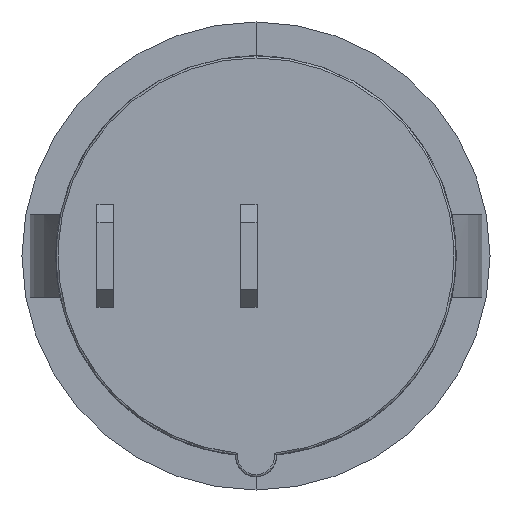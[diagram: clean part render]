
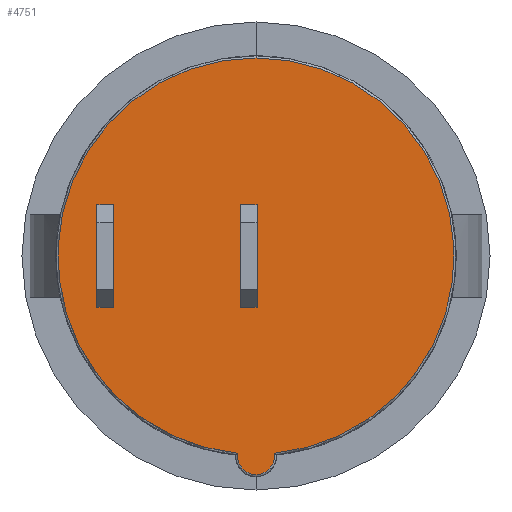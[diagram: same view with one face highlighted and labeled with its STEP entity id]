
A CAD part, front view. The second image highlights one B-rep face of the part: STEP entity #4751.
In plain terms, the highlighted planar face has unit normal (0, -1, 0).
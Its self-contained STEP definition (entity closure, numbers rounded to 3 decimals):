
#76 = VECTOR ( 'NONE', #181, 1000. ) ;
#135 = VERTEX_POINT ( 'NONE', #3951 ) ;
#181 = DIRECTION ( 'NONE',  ( 1., 0., 0. ) ) ;
#229 = VERTEX_POINT ( 'NONE', #2639 ) ;
#399 = DIRECTION ( 'NONE',  ( 0., 0., 1. ) ) ;
#542 = ORIENTED_EDGE ( 'NONE', *, *, #4981, .F. ) ;
#551 = AXIS2_PLACEMENT_3D ( 'NONE', #2917, #5300, #3347 ) ;
#622 = CARTESIAN_POINT ( 'NONE',  ( -6.95, -10.5, -1.925 ) ) ;
#628 = EDGE_CURVE ( 'NONE', #1654, #3902, #4041, .T. ) ;
#668 = PLANE ( 'NONE',  #551 ) ;
#734 = DIRECTION ( 'NONE',  ( 1., 0., 0. ) ) ;
#777 = VERTEX_POINT ( 'NONE', #622 ) ;
#783 = ORIENTED_EDGE ( 'NONE', *, *, #628, .T. ) ;
#804 = LINE ( 'NONE', #4959, #1045 ) ;
#816 = DIRECTION ( 'NONE',  ( 0., 0., 1. ) ) ;
#1045 = VECTOR ( 'NONE', #816, 1000. ) ;
#1057 = ORIENTED_EDGE ( 'NONE', *, *, #1687, .T. ) ;
#1062 = DIRECTION ( 'NONE',  ( 0., -1., 0. ) ) ;
#1189 = VECTOR ( 'NONE', #5923, 1000. ) ;
#1210 = LINE ( 'NONE', #4790, #76 ) ;
#1298 = ORIENTED_EDGE ( 'NONE', *, *, #2963, .F. ) ;
#1317 = AXIS2_PLACEMENT_3D ( 'NONE', #4120, #1339, #4098 ) ;
#1339 = DIRECTION ( 'NONE',  ( 0., -1., 0. ) ) ;
#1407 = AXIS2_PLACEMENT_3D ( 'NONE', #3280, #5149, #2453 ) ;
#1539 = FACE_OUTER_BOUND ( 'NONE', #1746, .T. ) ;
#1545 = EDGE_LOOP ( 'NONE', ( #1723, #2918, #5207, #1298 ) ) ;
#1547 = LINE ( 'NONE', #4085, #4130 ) ;
#1611 = CARTESIAN_POINT ( 'NONE',  ( -0.75, -10.5, 1.925 ) ) ;
#1654 = VERTEX_POINT ( 'NONE', #2609 ) ;
#1687 = EDGE_CURVE ( 'NONE', #5656, #229, #2475, .T. ) ;
#1695 = CARTESIAN_POINT ( 'NONE',  ( -0.75, -10.5, 2.5 ) ) ;
#1697 = DIRECTION ( 'NONE',  ( 1., 0., 0. ) ) ;
#1723 = ORIENTED_EDGE ( 'NONE', *, *, #5573, .F. ) ;
#1726 = CARTESIAN_POINT ( 'NONE',  ( 0.05, -10.5, 1.925 ) ) ;
#1746 = EDGE_LOOP ( 'NONE', ( #4953, #2685, #783 ) ) ;
#1827 = VECTOR ( 'NONE', #1697, 1000. ) ;
#1956 = LINE ( 'NONE', #2362, #3679 ) ;
#2041 = VERTEX_POINT ( 'NONE', #4576 ) ;
#2099 = LINE ( 'NONE', #3943, #1189 ) ;
#2158 = VERTEX_POINT ( 'NONE', #1726 ) ;
#2160 = CIRCLE ( 'NONE', #1407, 9.65 ) ;
#2212 = VERTEX_POINT ( 'NONE', #5395 ) ;
#2273 = EDGE_CURVE ( 'NONE', #5656, #135, #2099, .T. ) ;
#2362 = CARTESIAN_POINT ( 'NONE',  ( -7.95, -10.5, 1.925 ) ) ;
#2453 = DIRECTION ( 'NONE',  ( 0., 0., 1. ) ) ;
#2475 = LINE ( 'NONE', #3913, #1827 ) ;
#2518 = CARTESIAN_POINT ( 'NONE',  ( -7.95, -10.5, -1.925 ) ) ;
#2609 = CARTESIAN_POINT ( 'NONE',  ( -0.889, -10.5, -9.609 ) ) ;
#2639 = CARTESIAN_POINT ( 'NONE',  ( -6.95, -10.5, 1.925 ) ) ;
#2682 = CIRCLE ( 'NONE', #1317, 9.65 ) ;
#2685 = ORIENTED_EDGE ( 'NONE', *, *, #3961, .T. ) ;
#2719 = EDGE_CURVE ( 'NONE', #135, #777, #4841, .T. ) ;
#2805 = DIRECTION ( 'NONE',  ( 0., 0., 1. ) ) ;
#2917 = CARTESIAN_POINT ( 'NONE',  ( 0., -10.5, 0. ) ) ;
#2918 = ORIENTED_EDGE ( 'NONE', *, *, #4700, .F. ) ;
#2963 = EDGE_CURVE ( 'NONE', #4068, #2158, #1547, .T. ) ;
#3166 = FACE_BOUND ( 'NONE', #1545, .T. ) ;
#3280 = CARTESIAN_POINT ( 'NONE',  ( 0., -10.5, 0. ) ) ;
#3294 = CARTESIAN_POINT ( 'NONE',  ( 0.05, -10.5, -1.925 ) ) ;
#3298 = CARTESIAN_POINT ( 'NONE',  ( 0., -10.5, -9.75 ) ) ;
#3347 = DIRECTION ( 'NONE',  ( 0., 0., 1. ) ) ;
#3679 = VECTOR ( 'NONE', #4719, 1000. ) ;
#3752 = FACE_BOUND ( 'NONE', #4633, .T. ) ;
#3755 = CARTESIAN_POINT ( 'NONE',  ( 0.889, -10.5, -9.609 ) ) ;
#3902 = VERTEX_POINT ( 'NONE', #3755 ) ;
#3913 = CARTESIAN_POINT ( 'NONE',  ( -7.95, -10.5, 1.925 ) ) ;
#3943 = CARTESIAN_POINT ( 'NONE',  ( -7.75, -10.5, 2.5 ) ) ;
#3951 = CARTESIAN_POINT ( 'NONE',  ( -7.75, -10.5, -1.925 ) ) ;
#3961 = EDGE_CURVE ( 'NONE', #2041, #1654, #2682, .T. ) ;
#4011 = AXIS2_PLACEMENT_3D ( 'NONE', #3298, #1062, #2805 ) ;
#4041 = CIRCLE ( 'NONE', #4011, 0.9 ) ;
#4068 = VERTEX_POINT ( 'NONE', #3294 ) ;
#4085 = CARTESIAN_POINT ( 'NONE',  ( 0.05, -10.5, 2.5 ) ) ;
#4097 = EDGE_CURVE ( 'NONE', #4917, #2158, #1956, .T. ) ;
#4098 = DIRECTION ( 'NONE',  ( 0., 0., 1. ) ) ;
#4120 = CARTESIAN_POINT ( 'NONE',  ( 0., -10.5, 0. ) ) ;
#4130 = VECTOR ( 'NONE', #399, 1000. ) ;
#4576 = CARTESIAN_POINT ( 'NONE',  ( 0., -10.5, 9.65 ) ) ;
#4633 = EDGE_LOOP ( 'NONE', ( #5348, #4895, #1057, #542 ) ) ;
#4635 = EDGE_CURVE ( 'NONE', #3902, #2041, #2160, .T. ) ;
#4700 = EDGE_CURVE ( 'NONE', #4917, #2212, #5572, .T. ) ;
#4719 = DIRECTION ( 'NONE',  ( 1., 0., 0. ) ) ;
#4751 = ADVANCED_FACE ( 'NONE', ( #1539, #3752, #3166 ), #668, .F. ) ;
#4790 = CARTESIAN_POINT ( 'NONE',  ( -7.95, -10.5, -1.925 ) ) ;
#4841 = LINE ( 'NONE', #2518, #5442 ) ;
#4895 = ORIENTED_EDGE ( 'NONE', *, *, #2273, .F. ) ;
#4917 = VERTEX_POINT ( 'NONE', #1611 ) ;
#4922 = DIRECTION ( 'NONE',  ( 0., 0., -1. ) ) ;
#4953 = ORIENTED_EDGE ( 'NONE', *, *, #4635, .T. ) ;
#4959 = CARTESIAN_POINT ( 'NONE',  ( -6.95, -10.5, 2.5 ) ) ;
#4981 = EDGE_CURVE ( 'NONE', #777, #229, #804, .T. ) ;
#5066 = VECTOR ( 'NONE', #4922, 1000. ) ;
#5149 = DIRECTION ( 'NONE',  ( 0., -1., 0. ) ) ;
#5207 = ORIENTED_EDGE ( 'NONE', *, *, #4097, .T. ) ;
#5297 = CARTESIAN_POINT ( 'NONE',  ( -7.75, -10.5, 1.925 ) ) ;
#5300 = DIRECTION ( 'NONE',  ( 0., 1., 0. ) ) ;
#5348 = ORIENTED_EDGE ( 'NONE', *, *, #2719, .F. ) ;
#5395 = CARTESIAN_POINT ( 'NONE',  ( -0.75, -10.5, -1.925 ) ) ;
#5442 = VECTOR ( 'NONE', #734, 1000. ) ;
#5572 = LINE ( 'NONE', #1695, #5066 ) ;
#5573 = EDGE_CURVE ( 'NONE', #2212, #4068, #1210, .T. ) ;
#5656 = VERTEX_POINT ( 'NONE', #5297 ) ;
#5923 = DIRECTION ( 'NONE',  ( 0., 0., -1. ) ) ;
